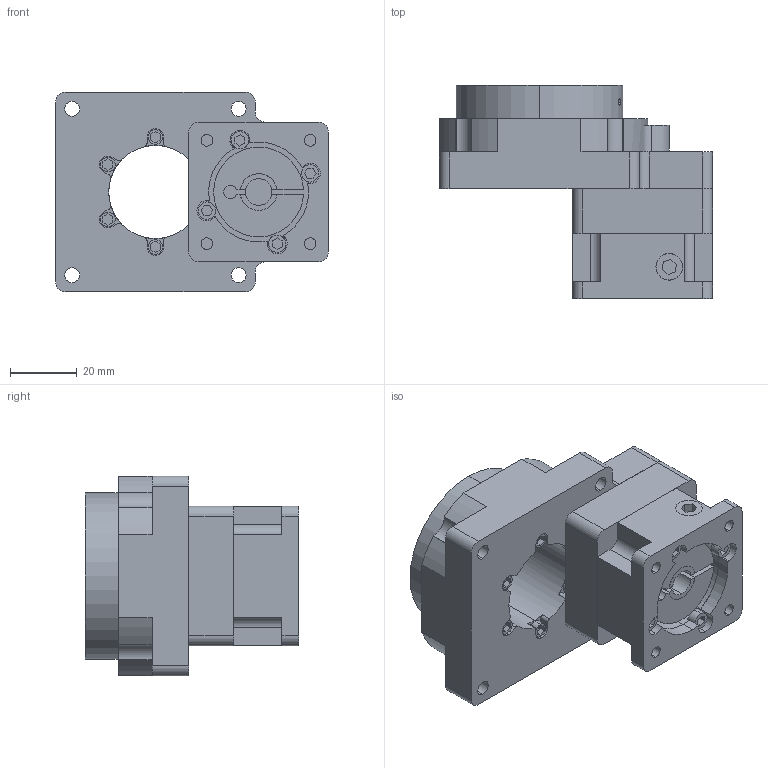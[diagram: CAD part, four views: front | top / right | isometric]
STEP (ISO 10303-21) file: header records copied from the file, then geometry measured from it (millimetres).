
FILE_DESCRIPTION (( 'STEP AP203' ), '1' );
FILE_NAME ('RPA60-10耀倰(5-21 22-2 4-M3-31-31).STEP', '2018-12-26T00:28:53', ( 'Sky123.Org' ), ( 'Sky123.Org' ), 'SwSTEP 2.0', 'SolidWorks 2016', '' );
FILE_SCHEMA (( 'CONFIG_CONTROL_DESIGN' ));
Length unit declared in the file: millimetre
Products named in the file (1): RPA60-10耀倰(5-21 22-2 4-M3-31-31)
Bounding box: 82 x 64 x 60 mm (x, y, z)
Volume: 124766.5 mm3; surface area: 36967 mm2
Topology: 3 solids, 9 shells, 407 faces, 1047 edges, 672 vertices
Faces by surface type: plane 190, cylinder 189, cone 28
Entity records: 12506 total; most frequent: DIRECTION 2251, CARTESIAN_POINT 2235, ORIENTED_EDGE 2038, EDGE_CURVE 1019, AXIS2_PLACEMENT_3D 832, VERTEX_POINT 672, LINE 587, VECTOR 587
